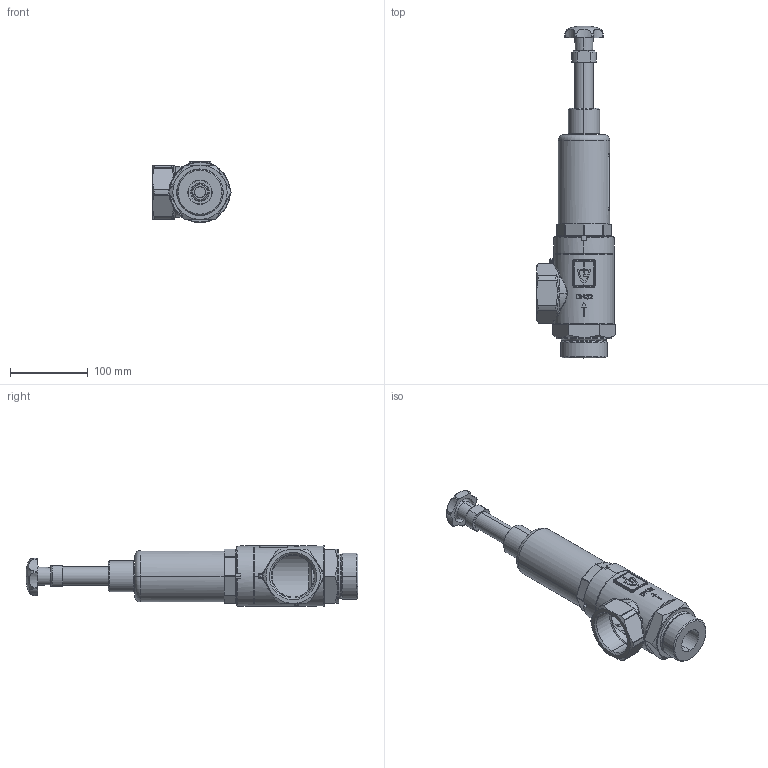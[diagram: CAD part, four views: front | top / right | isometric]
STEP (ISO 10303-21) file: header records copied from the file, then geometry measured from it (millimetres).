
FILE_DESCRIPTION (( 'STEP AP214' ), '1' );
FILE_NAME ('853bGFO-32-M-F-50-50.STEP', '2023-12-01T10:28:12', ( '' ), ( '' ), 'SwSTEP 2.0', 'SolidWorks 2022', '' );
FILE_SCHEMA (( 'AUTOMOTIVE_DESIGN' ));
Length unit declared in the file: millimetre
Products named in the file (1): 853bGFO-32-M-F-50-50
Bounding box: 101.41 x 427.52 x 78.5 mm (x, y, z)
Volume: 518464 mm3; surface area: 199970.3 mm2
Topology: 8 solids, 8 shells, 679 faces, 1647 edges, 1013 vertices
Faces by surface type: plane 202, cylinder 172, bspline 151, cone 97, torus 45, sphere 12
Entity records: 34184 total; most frequent: CARTESIAN_POINT 11822, ORIENTED_EDGE 3286, DIRECTION 2845, EDGE_CURVE 1643, AXIS2_PLACEMENT_3D 1126, VERTEX_POINT 1013, EDGE_LOOP 730, UNCERTAINTY_MEASURE_WITH_UNIT 689
